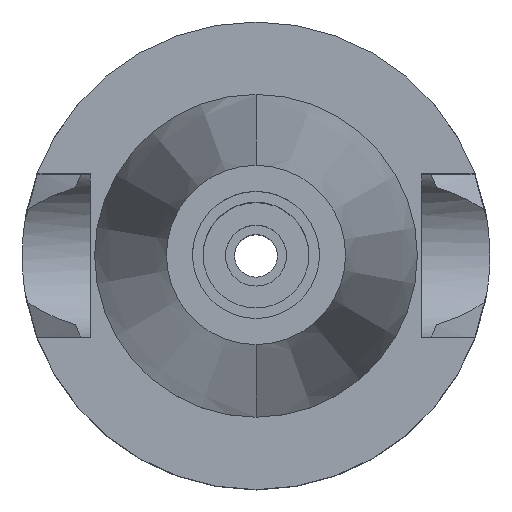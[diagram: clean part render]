
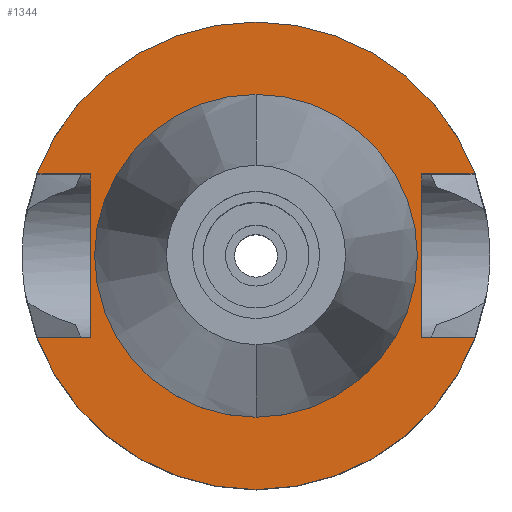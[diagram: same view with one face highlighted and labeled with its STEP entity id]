
A CAD part, top view. The second image highlights one B-rep face of the part: STEP entity #1344.
In plain terms, the highlighted planar face has unit normal (0, 0, 1).
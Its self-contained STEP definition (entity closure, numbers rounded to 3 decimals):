
#94=DIRECTION('',(0.,1.,0.));
#95=VECTOR('',#94,16.1);
#96=CARTESIAN_POINT('',(-16.3,-8.05,-1.));
#97=LINE('',#96,#95);
#101=DIRECTION('',(-1.,0.,0.));
#102=VECTOR('',#101,5.245);
#103=CARTESIAN_POINT('',(-16.3,8.05,-1.));
#104=LINE('',#103,#102);
#108=CARTESIAN_POINT('',(0.,0.,-1.));
#109=DIRECTION('',(0.,0.,-1.));
#110=DIRECTION('',(-0.937,0.35,0.));
#111=AXIS2_PLACEMENT_3D('',#108,#109,#110);
#116=CARTESIAN_POINT('',(0.,0.,-1.));
#117=DIRECTION('',(0.,0.,-1.));
#118=DIRECTION('',(0.,1.,0.));
#119=AXIS2_PLACEMENT_3D('',#116,#117,#118);
#124=DIRECTION('',(0.,-1.,0.));
#125=VECTOR('',#124,16.1);
#126=CARTESIAN_POINT('',(16.3,8.05,-1.));
#127=LINE('',#126,#125);
#131=DIRECTION('',(1.,0.,0.));
#132=VECTOR('',#131,5.245);
#133=CARTESIAN_POINT('',(16.3,-8.05,-1.));
#134=LINE('',#133,#132);
#138=CARTESIAN_POINT('',(0.,0.,-1.));
#139=DIRECTION('',(0.,0.,-1.));
#140=DIRECTION('',(0.937,-0.35,0.));
#141=AXIS2_PLACEMENT_3D('',#138,#139,#140);
#146=CARTESIAN_POINT('',(0.,0.,-1.));
#147=DIRECTION('',(0.,0.,-1.));
#148=DIRECTION('',(0.,-1.,0.));
#149=AXIS2_PLACEMENT_3D('',#146,#147,#148);
#154=CARTESIAN_POINT('',(0.,0.,-1.));
#155=DIRECTION('',(0.,0.,1.));
#156=DIRECTION('',(0.,-1.,0.));
#157=AXIS2_PLACEMENT_3D('',#154,#155,#156);
#162=CARTESIAN_POINT('',(0.,0.,-1.));
#163=DIRECTION('',(0.,0.,1.));
#164=DIRECTION('',(0.,1.,0.));
#165=AXIS2_PLACEMENT_3D('',#162,#163,#164);
#210=DIRECTION('',(-1.,0.,0.));
#211=VECTOR('',#210,5.245);
#212=CARTESIAN_POINT('',(-16.3,-8.05,-1.));
#213=LINE('',#212,#211);
#333=DIRECTION('',(1.,0.,0.));
#334=VECTOR('',#333,5.245);
#335=CARTESIAN_POINT('',(16.3,8.05,-1.));
#336=LINE('',#335,#334);
#1211=CARTESIAN_POINT('',(-16.3,-8.05,-1.));
#1212=VERTEX_POINT('',#1211);
#1213=CARTESIAN_POINT('',(-21.545,-8.05,-1.));
#1214=VERTEX_POINT('',#1213);
#1215=CARTESIAN_POINT('',(-16.3,8.05,-1.));
#1216=VERTEX_POINT('',#1215);
#1217=CARTESIAN_POINT('',(-21.545,8.05,-1.));
#1218=VERTEX_POINT('',#1217);
#1219=CARTESIAN_POINT('',(0.,23.,-1.));
#1220=CARTESIAN_POINT('',(21.545,8.05,-1.));
#1221=VERTEX_POINT('',#1219);
#1222=VERTEX_POINT('',#1220);
#1223=CARTESIAN_POINT('',(16.3,8.05,-1.));
#1224=VERTEX_POINT('',#1223);
#1225=CARTESIAN_POINT('',(16.3,-8.05,-1.));
#1226=VERTEX_POINT('',#1225);
#1227=CARTESIAN_POINT('',(21.545,-8.05,-1.));
#1228=VERTEX_POINT('',#1227);
#1229=CARTESIAN_POINT('',(0.,-23.,-1.));
#1230=VERTEX_POINT('',#1229);
#1231=CARTESIAN_POINT('',(0.,-15.875,-1.));
#1232=CARTESIAN_POINT('',(0.,15.875,-1.));
#1233=VERTEX_POINT('',#1231);
#1234=VERTEX_POINT('',#1232);
#1313=CARTESIAN_POINT('',(0.,0.,-1.));
#1314=DIRECTION('',(0.,0.,-1.));
#1315=DIRECTION('',(0.,-1.,0.));
#1316=AXIS2_PLACEMENT_3D('',#1313,#1314,#1315);
#1317=PLANE('',#1316);
#1319=ORIENTED_EDGE('',*,*,#1318,.T.);
#1321=ORIENTED_EDGE('',*,*,#1320,.T.);
#1323=ORIENTED_EDGE('',*,*,#1322,.T.);
#1325=ORIENTED_EDGE('',*,*,#1324,.T.);
#1327=ORIENTED_EDGE('',*,*,#1326,.F.);
#1329=ORIENTED_EDGE('',*,*,#1328,.T.);
#1331=ORIENTED_EDGE('',*,*,#1330,.T.);
#1333=ORIENTED_EDGE('',*,*,#1332,.T.);
#1335=ORIENTED_EDGE('',*,*,#1334,.T.);
#1337=ORIENTED_EDGE('',*,*,#1336,.F.);
#1338=EDGE_LOOP('',(#1319,#1321,#1323,#1325,#1327,#1329,#1331,#1333,#1335,
#1337));
#1339=FACE_OUTER_BOUND('',#1338,.F.);
#1340=ORIENTED_EDGE('',*,*,#1292,.T.);
#1341=ORIENTED_EDGE('',*,*,#1308,.T.);
#1342=EDGE_LOOP('',(#1340,#1341));
#1343=FACE_BOUND('',#1342,.F.);
#112=CIRCLE('',#111,23.);
#120=CIRCLE('',#119,23.);
#142=CIRCLE('',#141,23.);
#150=CIRCLE('',#149,23.);
#158=CIRCLE('',#157,15.875);
#166=CIRCLE('',#165,15.875);
#1292=EDGE_CURVE('',#1233,#1234,#158,.T.);
#1308=EDGE_CURVE('',#1234,#1233,#166,.T.);
#1318=EDGE_CURVE('',#1212,#1216,#97,.T.);
#1320=EDGE_CURVE('',#1216,#1218,#104,.T.);
#1322=EDGE_CURVE('',#1218,#1221,#112,.T.);
#1324=EDGE_CURVE('',#1221,#1222,#120,.T.);
#1326=EDGE_CURVE('',#1224,#1222,#336,.T.);
#1328=EDGE_CURVE('',#1224,#1226,#127,.T.);
#1330=EDGE_CURVE('',#1226,#1228,#134,.T.);
#1332=EDGE_CURVE('',#1228,#1230,#142,.T.);
#1334=EDGE_CURVE('',#1230,#1214,#150,.T.);
#1336=EDGE_CURVE('',#1212,#1214,#213,.T.);
#1344=ADVANCED_FACE('',(#1339,#1343),#1317,.F.);
